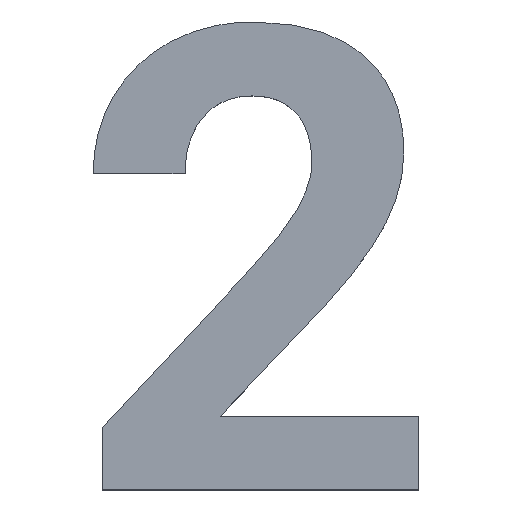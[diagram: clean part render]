
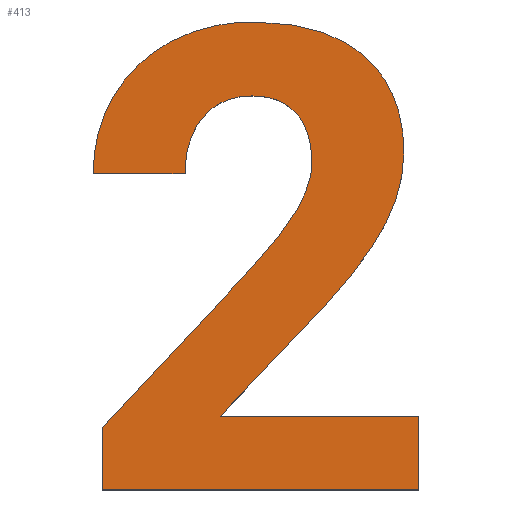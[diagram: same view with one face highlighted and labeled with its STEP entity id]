
A CAD part, top view. The second image highlights one B-rep face of the part: STEP entity #413.
In plain terms, the highlighted planar face has unit normal (0, 0, 1).
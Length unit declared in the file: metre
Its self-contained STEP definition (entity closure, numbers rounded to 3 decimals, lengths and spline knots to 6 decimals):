
#12=CIRCLE('',#432,0.001699);
#14=CIRCLE('',#435,0.001811);
#18=B_SPLINE_CURVE_WITH_KNOTS('',2,(#544,#545,#546),.UNSPECIFIED.,.F.,.F.,
(3,3),(0.,1.),.PIECEWISE_BEZIER_KNOTS.);
#20=B_SPLINE_CURVE_WITH_KNOTS('',2,(#561,#562,#563),.UNSPECIFIED.,.F.,.F.,
(3,3),(0.,1.),.PIECEWISE_BEZIER_KNOTS.);
#22=B_SPLINE_CURVE_WITH_KNOTS('',2,(#578,#579,#580),.UNSPECIFIED.,.F.,.F.,
(3,3),(0.,1.),.PIECEWISE_BEZIER_KNOTS.);
#24=B_SPLINE_CURVE_WITH_KNOTS('',2,(#595,#596,#597),.UNSPECIFIED.,.F.,.F.,
(3,3),(0.,1.),.PIECEWISE_BEZIER_KNOTS.);
#26=B_SPLINE_CURVE_WITH_KNOTS('',2,(#612,#613,#614),.UNSPECIFIED.,.F.,.F.,
(3,3),(0.,1.),.PIECEWISE_BEZIER_KNOTS.);
#28=B_SPLINE_CURVE_WITH_KNOTS('',2,(#647,#648,#649),.UNSPECIFIED.,.F.,.F.,
(3,3),(0.,1.),.PIECEWISE_BEZIER_KNOTS.);
#30=B_SPLINE_CURVE_WITH_KNOTS('',2,(#664,#665,#666),.UNSPECIFIED.,.F.,.F.,
(3,3),(0.,1.),.PIECEWISE_BEZIER_KNOTS.);
#32=B_SPLINE_CURVE_WITH_KNOTS('',2,(#681,#682,#683),.UNSPECIFIED.,.F.,.F.,
(3,3),(0.,1.),.PIECEWISE_BEZIER_KNOTS.);
#34=B_SPLINE_CURVE_WITH_KNOTS('',2,(#698,#699,#700),.UNSPECIFIED.,.F.,.F.,
(3,3),(0.,1.),.PIECEWISE_BEZIER_KNOTS.);
#36=B_SPLINE_CURVE_WITH_KNOTS('',2,(#715,#716,#717),.UNSPECIFIED.,.F.,.F.,
(3,3),(0.,1.),.PIECEWISE_BEZIER_KNOTS.);
#38=B_SPLINE_CURVE_WITH_KNOTS('',2,(#732,#733,#734),.UNSPECIFIED.,.F.,.F.,
(3,3),(0.,1.),.PIECEWISE_BEZIER_KNOTS.);
#151=ORIENTED_EDGE('',*,*,#171,.F.);
#152=ORIENTED_EDGE('',*,*,#175,.F.);
#153=ORIENTED_EDGE('',*,*,#178,.F.);
#154=ORIENTED_EDGE('',*,*,#181,.F.);
#155=ORIENTED_EDGE('',*,*,#184,.F.);
#156=ORIENTED_EDGE('',*,*,#187,.F.);
#157=ORIENTED_EDGE('',*,*,#190,.F.);
#158=ORIENTED_EDGE('',*,*,#193,.F.);
#159=ORIENTED_EDGE('',*,*,#196,.F.);
#160=ORIENTED_EDGE('',*,*,#199,.F.);
#161=ORIENTED_EDGE('',*,*,#202,.F.);
#162=ORIENTED_EDGE('',*,*,#205,.F.);
#163=ORIENTED_EDGE('',*,*,#208,.F.);
#164=ORIENTED_EDGE('',*,*,#211,.F.);
#165=ORIENTED_EDGE('',*,*,#214,.F.);
#166=ORIENTED_EDGE('',*,*,#217,.F.);
#167=ORIENTED_EDGE('',*,*,#220,.F.);
#168=ORIENTED_EDGE('',*,*,#223,.F.);
#169=ORIENTED_EDGE('',*,*,#226,.F.);
#170=ORIENTED_EDGE('',*,*,#229,.F.);
#171=EDGE_CURVE('',#231,#232,#271,.T.);
#175=EDGE_CURVE('',#235,#231,#275,.T.);
#178=EDGE_CURVE('',#237,#235,#278,.T.);
#181=EDGE_CURVE('',#239,#237,#281,.T.);
#184=EDGE_CURVE('',#241,#239,#18,.T.);
#187=EDGE_CURVE('',#243,#241,#20,.T.);
#190=EDGE_CURVE('',#245,#243,#22,.T.);
#193=EDGE_CURVE('',#247,#245,#24,.T.);
#196=EDGE_CURVE('',#249,#247,#26,.T.);
#199=EDGE_CURVE('',#251,#249,#12,.F.);
#202=EDGE_CURVE('',#253,#251,#14,.F.);
#205=EDGE_CURVE('',#255,#253,#291,.T.);
#208=EDGE_CURVE('',#257,#255,#28,.T.);
#211=EDGE_CURVE('',#259,#257,#30,.T.);
#214=EDGE_CURVE('',#261,#259,#32,.T.);
#217=EDGE_CURVE('',#263,#261,#34,.T.);
#220=EDGE_CURVE('',#265,#263,#36,.T.);
#223=EDGE_CURVE('',#267,#265,#38,.T.);
#226=EDGE_CURVE('',#269,#267,#300,.T.);
#229=EDGE_CURVE('',#232,#269,#303,.T.);
#231=VERTEX_POINT('',#511);
#232=VERTEX_POINT('',#512);
#235=VERTEX_POINT('',#520);
#237=VERTEX_POINT('',#526);
#239=VERTEX_POINT('',#532);
#241=VERTEX_POINT('',#547);
#243=VERTEX_POINT('',#564);
#245=VERTEX_POINT('',#581);
#247=VERTEX_POINT('',#598);
#249=VERTEX_POINT('',#615);
#251=VERTEX_POINT('',#623);
#253=VERTEX_POINT('',#629);
#255=VERTEX_POINT('',#635);
#257=VERTEX_POINT('',#650);
#259=VERTEX_POINT('',#667);
#261=VERTEX_POINT('',#684);
#263=VERTEX_POINT('',#701);
#265=VERTEX_POINT('',#718);
#267=VERTEX_POINT('',#735);
#269=VERTEX_POINT('',#743);
#271=LINE('',#510,#305);
#275=LINE('',#519,#309);
#278=LINE('',#525,#312);
#281=LINE('',#531,#315);
#291=LINE('',#634,#325);
#300=LINE('',#742,#334);
#303=LINE('',#748,#337);
#305=VECTOR('',#446,1.);
#309=VECTOR('',#452,1.);
#312=VECTOR('',#457,1.);
#315=VECTOR('',#462,1.);
#325=VECTOR('',#486,1.);
#334=VECTOR('',#497,1.);
#337=VECTOR('',#502,1.);
#360=EDGE_LOOP('',(#151,#152,#153,#154,#155,#156,#157,#158,#159,#160,#161,
#162,#163,#164,#165,#166,#167,#168,#169,#170));
#382=FACE_BOUND('',#360,.T.);
#391=PLANE('',#441);
#413=ADVANCED_FACE('',(#382),#391,.T.);
#432=AXIS2_PLACEMENT_3D('',#622,#472,#473);
#435=AXIS2_PLACEMENT_3D('',#628,#479,#480);
#441=AXIS2_PLACEMENT_3D('',#751,#506,#507);
#446=DIRECTION('',(-1.,0.,0.));
#452=DIRECTION('',(0.,-1.,0.));
#457=DIRECTION('',(1.,0.,0.));
#462=DIRECTION('',(-0.688,-0.726,0.));
#472=DIRECTION('',(0.,0.,1.));
#473=DIRECTION('',(1.,0.,0.));
#479=DIRECTION('',(0.,0.,1.));
#480=DIRECTION('',(1.,0.,0.));
#486=DIRECTION('',(-1.,0.,0.));
#497=DIRECTION('',(0.684,0.729,0.));
#502=DIRECTION('',(0.,1.,0.));
#506=DIRECTION('',(0.,0.,1.));
#507=DIRECTION('',(1.,0.,0.));
#510=CARTESIAN_POINT('',(0.025689,0.004798,0.0095));
#511=CARTESIAN_POINT('',(0.027584,0.004798,0.0095));
#512=CARTESIAN_POINT('',(0.023794,0.004798,0.0095));
#519=CARTESIAN_POINT('',(0.027584,0.00524,0.0095));
#520=CARTESIAN_POINT('',(0.027584,0.005683,0.0095));
#525=CARTESIAN_POINT('',(0.026396,0.005683,0.0095));
#526=CARTESIAN_POINT('',(0.025207,0.005683,0.0095));
#531=CARTESIAN_POINT('',(0.025835,0.006345,0.0095));
#532=CARTESIAN_POINT('',(0.026464,0.007008,0.0095));
#544=CARTESIAN_POINT('',(0.027193,0.007999,0.0095));
#545=CARTESIAN_POINT('',(0.02698,0.007574,0.0095));
#546=CARTESIAN_POINT('',(0.026464,0.007008,0.0095));
#547=CARTESIAN_POINT('',(0.027193,0.007999,0.0095));
#561=CARTESIAN_POINT('',(0.027405,0.008835,0.0095));
#562=CARTESIAN_POINT('',(0.027405,0.008424,0.0095));
#563=CARTESIAN_POINT('',(0.027193,0.007999,0.0095));
#564=CARTESIAN_POINT('',(0.027405,0.008835,0.0095));
#578=CARTESIAN_POINT('',(0.026933,0.009994,0.0095));
#579=CARTESIAN_POINT('',(0.027405,0.009584,0.0095));
#580=CARTESIAN_POINT('',(0.027405,0.008835,0.0095));
#581=CARTESIAN_POINT('',(0.026933,0.009994,0.0095));
#595=CARTESIAN_POINT('',(0.025606,0.010404,0.0095));
#596=CARTESIAN_POINT('',(0.02646,0.010404,0.0095));
#597=CARTESIAN_POINT('',(0.026933,0.009994,0.0095));
#598=CARTESIAN_POINT('',(0.025606,0.010404,0.0095));
#612=CARTESIAN_POINT('',(0.024607,0.010166,0.0095));
#613=CARTESIAN_POINT('',(0.025048,0.010404,0.0095));
#614=CARTESIAN_POINT('',(0.025606,0.010404,0.0095));
#615=CARTESIAN_POINT('',(0.024607,0.010166,0.0095));
#622=CARTESIAN_POINT('',(0.025397,0.008661,0.0095));
#623=CARTESIAN_POINT('',(0.023925,0.009511,0.0095));
#628=CARTESIAN_POINT('',(0.025496,0.008609,0.0095));
#629=CARTESIAN_POINT('',(0.023685,0.008588,0.0095));
#634=CARTESIAN_POINT('',(0.024235,0.008588,0.0095));
#635=CARTESIAN_POINT('',(0.024785,0.008588,0.0095));
#647=CARTESIAN_POINT('',(0.025,0.009262,0.0095));
#648=CARTESIAN_POINT('',(0.024785,0.009006,0.0095));
#649=CARTESIAN_POINT('',(0.024785,0.008588,0.0095));
#650=CARTESIAN_POINT('',(0.025,0.009262,0.0095));
#664=CARTESIAN_POINT('',(0.025586,0.009518,0.0095));
#665=CARTESIAN_POINT('',(0.025214,0.009518,0.0095));
#666=CARTESIAN_POINT('',(0.025,0.009262,0.0095));
#667=CARTESIAN_POINT('',(0.025586,0.009518,0.0095));
#681=CARTESIAN_POINT('',(0.026118,0.009308,0.0095));
#682=CARTESIAN_POINT('',(0.025932,0.009518,0.0095));
#683=CARTESIAN_POINT('',(0.025586,0.009518,0.0095));
#684=CARTESIAN_POINT('',(0.026118,0.009308,0.0095));
#698=CARTESIAN_POINT('',(0.026304,0.008728,0.0095));
#699=CARTESIAN_POINT('',(0.026304,0.009097,0.0095));
#700=CARTESIAN_POINT('',(0.026118,0.009308,0.0095));
#701=CARTESIAN_POINT('',(0.026304,0.008728,0.0095));
#715=CARTESIAN_POINT('',(0.026128,0.008159,0.0095));
#716=CARTESIAN_POINT('',(0.026304,0.008459,0.0095));
#717=CARTESIAN_POINT('',(0.026304,0.008728,0.0095));
#718=CARTESIAN_POINT('',(0.026128,0.008159,0.0095));
#732=CARTESIAN_POINT('',(0.025582,0.007457,0.0095));
#733=CARTESIAN_POINT('',(0.025951,0.007859,0.0095));
#734=CARTESIAN_POINT('',(0.026128,0.008159,0.0095));
#735=CARTESIAN_POINT('',(0.025582,0.007457,0.0095));
#742=CARTESIAN_POINT('',(0.024688,0.006503,0.0095));
#743=CARTESIAN_POINT('',(0.023794,0.00555,0.0095));
#748=CARTESIAN_POINT('',(0.023794,0.005174,0.0095));
#751=CARTESIAN_POINT('',(0.104891,-0.015824,0.0095));
